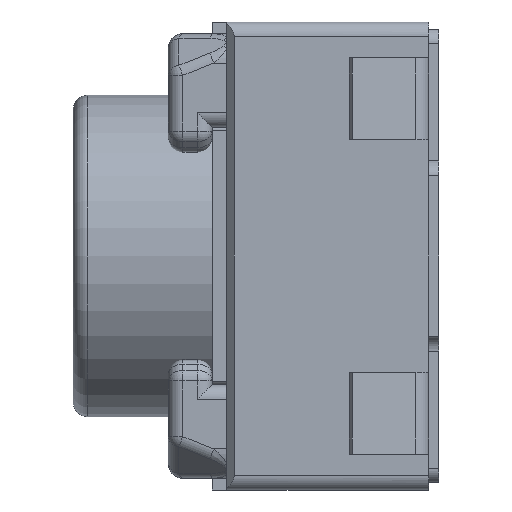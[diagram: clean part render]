
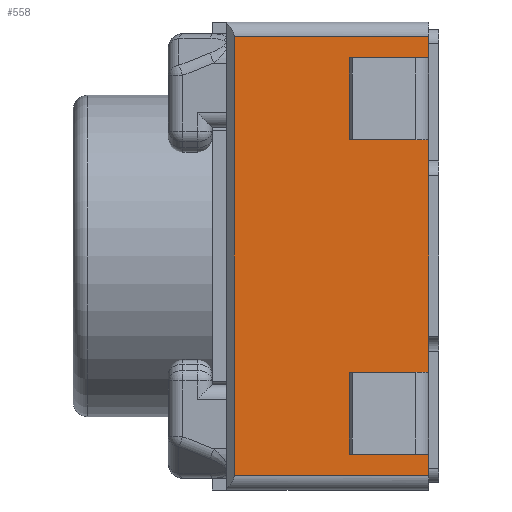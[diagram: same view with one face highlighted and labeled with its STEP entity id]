
A CAD part, left-side view. The second image highlights one B-rep face of the part: STEP entity #558.
In plain terms, the highlighted planar face has unit normal (-1, 0, 0).
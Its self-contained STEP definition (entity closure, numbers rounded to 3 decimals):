
#4 = DIRECTION ( 'NONE',  ( 0., 0., -1. ) ) ;
#289 = CARTESIAN_POINT ( 'NONE',  ( -2.1, 0.07, 1.355 ) ) ;
#529 = CARTESIAN_POINT ( 'NONE',  ( -2.1, 0.17, -0.844 ) ) ;
#558 = ADVANCED_FACE ( 'NONE', ( #9650 ), #5587, .F. ) ;
#580 = CARTESIAN_POINT ( 'NONE',  ( -2.1, 0.07, 0.795 ) ) ;
#648 = DIRECTION ( 'NONE',  ( 0., 1., 0. ) ) ;
#728 = CARTESIAN_POINT ( 'NONE',  ( -2.1, 0.07, 0. ) ) ;
#730 = LINE ( 'NONE', #8000, #1832 ) ;
#810 = VERTEX_POINT ( 'NONE', #289 ) ;
#1170 = DIRECTION ( 'NONE',  ( 0., 0., 1. ) ) ;
#1268 = DIRECTION ( 'NONE',  ( 0., 0., -1. ) ) ;
#1336 = DIRECTION ( 'NONE',  ( 0., 0., -1. ) ) ;
#1508 = DIRECTION ( 'NONE',  ( 0., -1., 0. ) ) ;
#1545 = ORIENTED_EDGE ( 'NONE', *, *, #5135, .T. ) ;
#1832 = VECTOR ( 'NONE', #3190, 1000. ) ;
#1923 = VECTOR ( 'NONE', #7528, 1000. ) ;
#2191 = EDGE_CURVE ( 'NONE', #6178, #4561, #3161, .T. ) ;
#2215 = VECTOR ( 'NONE', #1508, 1000. ) ;
#2245 = CARTESIAN_POINT ( 'NONE',  ( -2.1, 0.17, -0.1 ) ) ;
#2328 = ORIENTED_EDGE ( 'NONE', *, *, #6540, .T. ) ;
#2566 = ORIENTED_EDGE ( 'NONE', *, *, #3919, .T. ) ;
#2652 = ORIENTED_EDGE ( 'NONE', *, *, #8672, .F. ) ;
#2785 = CARTESIAN_POINT ( 'NONE',  ( -2.1, 0.07, -1.5 ) ) ;
#3054 = CARTESIAN_POINT ( 'NONE',  ( -2.1, 0.17, -1.355 ) ) ;
#3074 = CARTESIAN_POINT ( 'NONE',  ( -2.1, 1.45, -1.5 ) ) ;
#3148 = CARTESIAN_POINT ( 'NONE',  ( -2.1, 0.17, 1.355 ) ) ;
#3161 = LINE ( 'NONE', #5623, #5815 ) ;
#3190 = DIRECTION ( 'NONE',  ( 0., 1., 0. ) ) ;
#3225 = VECTOR ( 'NONE', #1268, 1000. ) ;
#3277 = EDGE_CURVE ( 'NONE', #4803, #4358, #4542, .T. ) ;
#3511 = CARTESIAN_POINT ( 'NONE',  ( -2.1, 0.17, -0.795 ) ) ;
#3533 = ORIENTED_EDGE ( 'NONE', *, *, #7490, .F. ) ;
#3919 = EDGE_CURVE ( 'NONE', #4803, #9421, #4971, .T. ) ;
#4038 = VERTEX_POINT ( 'NONE', #8654 ) ;
#4102 = DIRECTION ( 'NONE',  ( 0., 0., -1. ) ) ;
#4288 = EDGE_CURVE ( 'NONE', #6658, #4038, #6966, .T. ) ;
#4358 = VERTEX_POINT ( 'NONE', #3054 ) ;
#4542 = LINE ( 'NONE', #529, #5020 ) ;
#4561 = VERTEX_POINT ( 'NONE', #2785 ) ;
#4797 = EDGE_CURVE ( 'NONE', #7481, #810, #7215, .T. ) ;
#4803 = VERTEX_POINT ( 'NONE', #10488 ) ;
#4886 = ORIENTED_EDGE ( 'NONE', *, *, #4797, .T. ) ;
#4971 = LINE ( 'NONE', #3511, #1923 ) ;
#5005 = VERTEX_POINT ( 'NONE', #10362 ) ;
#5020 = VECTOR ( 'NONE', #1336, 1000. ) ;
#5135 = EDGE_CURVE ( 'NONE', #6178, #4358, #730, .T. ) ;
#5223 = VECTOR ( 'NONE', #8755, 1000. ) ;
#5313 = CARTESIAN_POINT ( 'NONE',  ( -2.1, 0.17, 0.795 ) ) ;
#5510 = EDGE_CURVE ( 'NONE', #6658, #9421, #10463, .T. ) ;
#5587 = PLANE ( 'NONE',  #5719 ) ;
#5623 = CARTESIAN_POINT ( 'NONE',  ( -2.1, 0.07, 0. ) ) ;
#5719 = AXIS2_PLACEMENT_3D ( 'NONE', #7247, #9541, #10352 ) ;
#5815 = VECTOR ( 'NONE', #4, 1000. ) ;
#5971 = ORIENTED_EDGE ( 'NONE', *, *, #2191, .F. ) ;
#6178 = VERTEX_POINT ( 'NONE', #7147 ) ;
#6540 = EDGE_CURVE ( 'NONE', #7612, #4561, #10406, .T. ) ;
#6599 = DIRECTION ( 'NONE',  ( 0., -1., 0. ) ) ;
#6658 = VERTEX_POINT ( 'NONE', #580 ) ;
#6966 = LINE ( 'NONE', #5313, #9102 ) ;
#7093 = LINE ( 'NONE', #2245, #3225 ) ;
#7147 = CARTESIAN_POINT ( 'NONE',  ( -2.1, 0.07, -1.355 ) ) ;
#7208 = VERTEX_POINT ( 'NONE', #10334 ) ;
#7215 = LINE ( 'NONE', #3148, #8658 ) ;
#7247 = CARTESIAN_POINT ( 'NONE',  ( -2.1, 1.45, 0. ) ) ;
#7303 = VECTOR ( 'NONE', #1170, 1000. ) ;
#7351 = CARTESIAN_POINT ( 'NONE',  ( -2.1, 0.07, -0.795 ) ) ;
#7481 = VERTEX_POINT ( 'NONE', #7644 ) ;
#7490 = EDGE_CURVE ( 'NONE', #7612, #7208, #10109, .T. ) ;
#7528 = DIRECTION ( 'NONE',  ( 0., -1., 0. ) ) ;
#7612 = VERTEX_POINT ( 'NONE', #9033 ) ;
#7622 = ORIENTED_EDGE ( 'NONE', *, *, #3277, .F. ) ;
#7644 = CARTESIAN_POINT ( 'NONE',  ( -2.1, 0.17, 1.355 ) ) ;
#7694 = EDGE_LOOP ( 'NONE', ( #9678, #4886, #9366, #2652, #3533, #2328, #5971, #1545, #7622, #2566, #9013, #8396 ) ) ;
#7915 = EDGE_CURVE ( 'NONE', #5005, #810, #9657, .T. ) ;
#8000 = CARTESIAN_POINT ( 'NONE',  ( -2.1, 0.17, -1.355 ) ) ;
#8092 = LINE ( 'NONE', #8743, #2215 ) ;
#8396 = ORIENTED_EDGE ( 'NONE', *, *, #4288, .T. ) ;
#8484 = VECTOR ( 'NONE', #4102, 1000. ) ;
#8654 = CARTESIAN_POINT ( 'NONE',  ( -2.1, 0.17, 0.795 ) ) ;
#8658 = VECTOR ( 'NONE', #9829, 1000. ) ;
#8672 = EDGE_CURVE ( 'NONE', #7208, #5005, #8092, .T. ) ;
#8743 = CARTESIAN_POINT ( 'NONE',  ( -2.1, 1.45, 1.5 ) ) ;
#8755 = DIRECTION ( 'NONE',  ( 0., 0., -1. ) ) ;
#8929 = VECTOR ( 'NONE', #6599, 1000. ) ;
#8960 = EDGE_CURVE ( 'NONE', #7481, #4038, #7093, .T. ) ;
#9013 = ORIENTED_EDGE ( 'NONE', *, *, #5510, .F. ) ;
#9033 = CARTESIAN_POINT ( 'NONE',  ( -2.1, 1.4, -1.5 ) ) ;
#9102 = VECTOR ( 'NONE', #648, 1000. ) ;
#9366 = ORIENTED_EDGE ( 'NONE', *, *, #7915, .F. ) ;
#9421 = VERTEX_POINT ( 'NONE', #7351 ) ;
#9541 = DIRECTION ( 'NONE',  ( 1., 0., 0. ) ) ;
#9650 = FACE_OUTER_BOUND ( 'NONE', #7694, .T. ) ;
#9657 = LINE ( 'NONE', #728, #8484 ) ;
#9678 = ORIENTED_EDGE ( 'NONE', *, *, #8960, .F. ) ;
#9829 = DIRECTION ( 'NONE',  ( 0., -1., 0. ) ) ;
#10109 = LINE ( 'NONE', #10157, #7303 ) ;
#10157 = CARTESIAN_POINT ( 'NONE',  ( -2.1, 1.4, 0. ) ) ;
#10334 = CARTESIAN_POINT ( 'NONE',  ( -2.1, 1.4, 1.5 ) ) ;
#10352 = DIRECTION ( 'NONE',  ( 0., 1., 0. ) ) ;
#10362 = CARTESIAN_POINT ( 'NONE',  ( -2.1, 0.07, 1.5 ) ) ;
#10406 = LINE ( 'NONE', #3074, #8929 ) ;
#10463 = LINE ( 'NONE', #10517, #5223 ) ;
#10488 = CARTESIAN_POINT ( 'NONE',  ( -2.1, 0.17, -0.795 ) ) ;
#10517 = CARTESIAN_POINT ( 'NONE',  ( -2.1, 0.07, 0. ) ) ;
